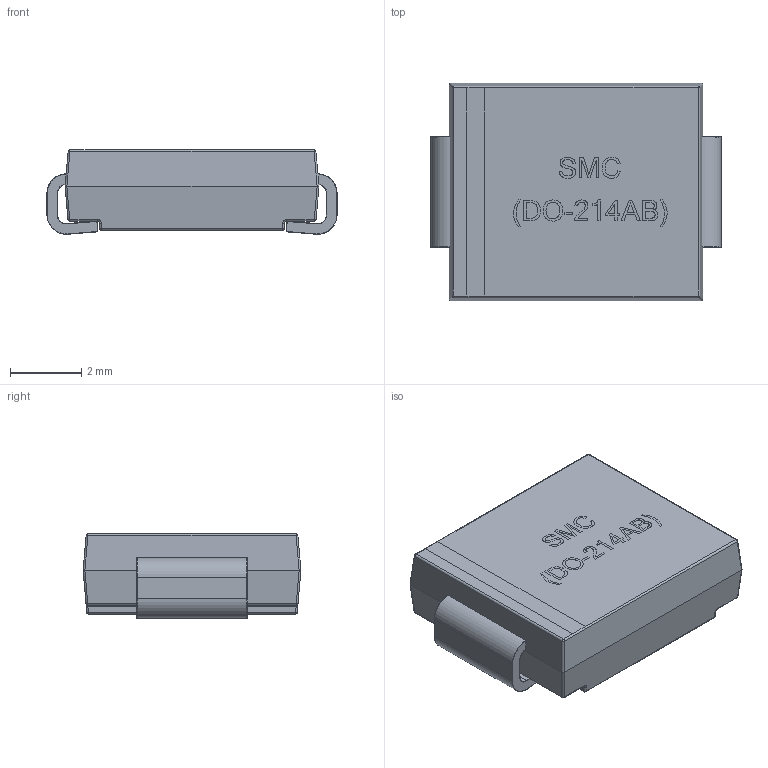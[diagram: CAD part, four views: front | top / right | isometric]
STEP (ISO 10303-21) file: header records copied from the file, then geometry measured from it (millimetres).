
FILE_DESCRIPTION(('FreeCAD Model'),'2;1');
FILE_NAME( 'DO-214AB_SMC.step', '2015-12-18T14:50:23',('Author'),(''), 'Open CASCADE STEP processor 6.8','FreeCAD','Unknown');
FILE_SCHEMA(('AUTOMOTIVE_DESIGN_CC2 { 1 2 10303 214 -1 1 5 4 }'));
Length unit declared in the file: millimetre
Products named in the file (2): ASSEMBLY; User_Library-DIOM8261X24
Assembly tree (1 placements, depth 2):
  ASSEMBLY
    User_Library-DIOM8261X24
Bounding box: 8.13 x 6.1 x 2.37 mm (x, y, z)
Volume: 97.1 mm3; surface area: 174.8 mm2
Topology: 1 solids, 1 shells, 153 faces, 474 edges, 335 vertices
Faces by surface type: cylinder 64, plane 51, bspline 38
Entity records: 22964 total; most frequent: CARTESIAN_POINT 14637, B_SPLINE_CURVE_WITH_KNOTS 1026, ORIENTED_EDGE 930, PCURVE 930, DEFINITIONAL_REPRESENTATION 930, DIRECTION 676, EDGE_CURVE 465, SURFACE_CURVE 465
